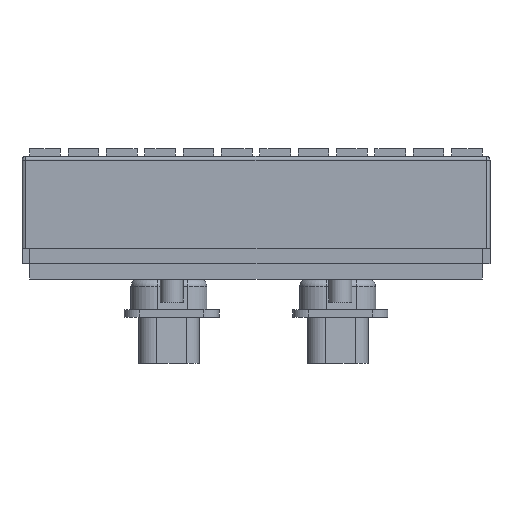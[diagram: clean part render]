
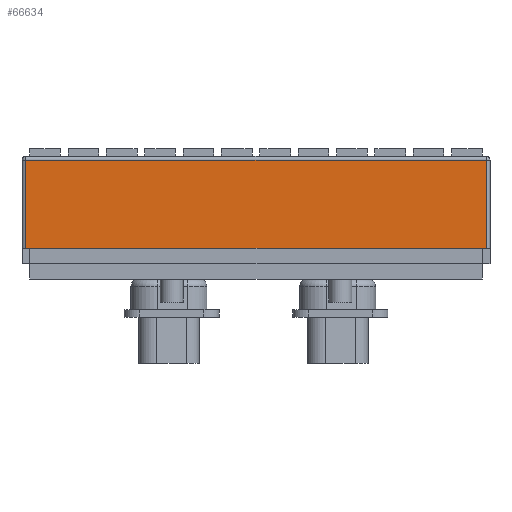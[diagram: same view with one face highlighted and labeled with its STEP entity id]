
A CAD part, front view. The second image highlights one B-rep face of the part: STEP entity #66634.
In plain terms, the highlighted planar face has unit normal (0, -1, 0).
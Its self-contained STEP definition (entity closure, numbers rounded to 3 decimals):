
#1275 = VECTOR ( 'NONE', #50036, 1000. ) ;
#3006 = CARTESIAN_POINT ( 'NONE',  ( 0., 0., -12. ) ) ;
#4508 = FACE_OUTER_BOUND ( 'NONE', #5509, .T. ) ;
#5509 = EDGE_LOOP ( 'NONE', ( #80463, #21924, #43501, #16658 ) ) ;
#8825 = EDGE_CURVE ( 'NONE', #58307, #58158, #68323, .T. ) ;
#9325 = DIRECTION ( 'NONE',  ( 0., 0., -1. ) ) ;
#11698 = EDGE_CURVE ( 'NONE', #58158, #70492, #76145, .T. ) ;
#16658 = ORIENTED_EDGE ( 'NONE', *, *, #28821, .T. ) ;
#17056 = DIRECTION ( 'NONE',  ( -1., 0., 0. ) ) ;
#19006 = CARTESIAN_POINT ( 'NONE',  ( 0.5, 0., -12. ) ) ;
#19373 = AXIS2_PLACEMENT_3D ( 'NONE', #49652, #42972, #62708 ) ;
#20044 = PLANE ( 'NONE',  #19373 ) ;
#20241 = CARTESIAN_POINT ( 'NONE',  ( 60.5, 0., -12. ) ) ;
#21924 = ORIENTED_EDGE ( 'NONE', *, *, #8825, .T. ) ;
#26280 = VERTEX_POINT ( 'NONE', #64357 ) ;
#28779 = CARTESIAN_POINT ( 'NONE',  ( 60.5, 0., -12. ) ) ;
#28821 = EDGE_CURVE ( 'NONE', #70492, #26280, #57386, .T. ) ;
#37379 = LINE ( 'NONE', #56562, #85296 ) ;
#42972 = DIRECTION ( 'NONE',  ( 0., -1., 0. ) ) ;
#43501 = ORIENTED_EDGE ( 'NONE', *, *, #11698, .T. ) ;
#49652 = CARTESIAN_POINT ( 'NONE',  ( 0., 0., -12. ) ) ;
#50036 = DIRECTION ( 'NONE',  ( 1., 0., 0. ) ) ;
#50649 = VECTOR ( 'NONE', #9325, 1000. ) ;
#51128 = VECTOR ( 'NONE', #66689, 1000. ) ;
#56562 = CARTESIAN_POINT ( 'NONE',  ( 0., 0., -0.5 ) ) ;
#57386 = LINE ( 'NONE', #20241, #51128 ) ;
#58158 = VERTEX_POINT ( 'NONE', #19006 ) ;
#58307 = VERTEX_POINT ( 'NONE', #66892 ) ;
#60764 = EDGE_CURVE ( 'NONE', #26280, #58307, #37379, .T. ) ;
#61892 = CARTESIAN_POINT ( 'NONE',  ( 0.5, 0., -12. ) ) ;
#62708 = DIRECTION ( 'NONE',  ( 0., 0., -1. ) ) ;
#64357 = CARTESIAN_POINT ( 'NONE',  ( 60.5, 0., -0.5 ) ) ;
#66634 = ADVANCED_FACE ( 'NONE', ( #4508 ), #20044, .T. ) ;
#66689 = DIRECTION ( 'NONE',  ( 0., 0., 1. ) ) ;
#66892 = CARTESIAN_POINT ( 'NONE',  ( 0.5, 0., -0.5 ) ) ;
#68323 = LINE ( 'NONE', #61892, #50649 ) ;
#70492 = VERTEX_POINT ( 'NONE', #28779 ) ;
#76145 = LINE ( 'NONE', #3006, #1275 ) ;
#80463 = ORIENTED_EDGE ( 'NONE', *, *, #60764, .T. ) ;
#85296 = VECTOR ( 'NONE', #17056, 1000. ) ;
